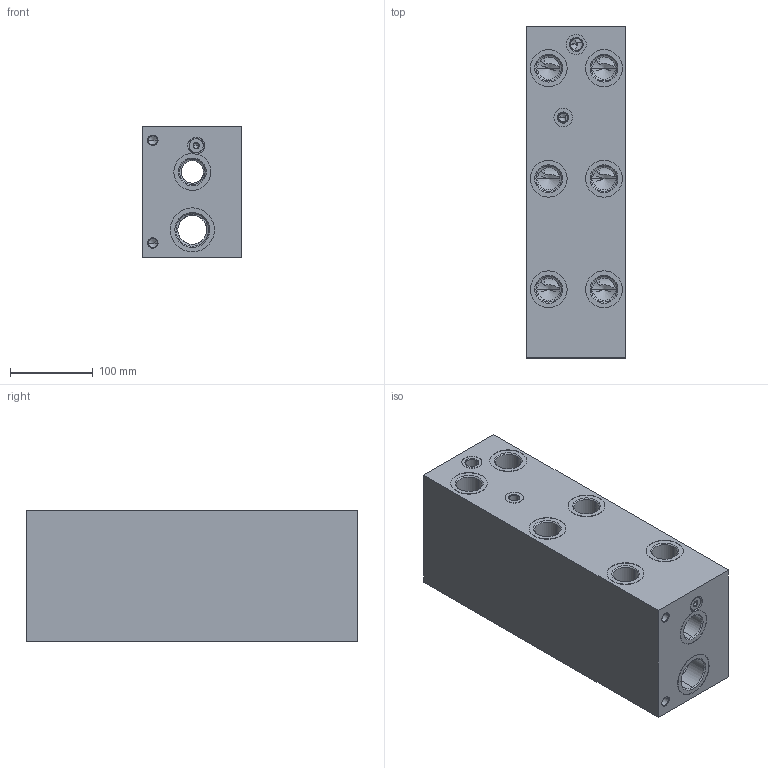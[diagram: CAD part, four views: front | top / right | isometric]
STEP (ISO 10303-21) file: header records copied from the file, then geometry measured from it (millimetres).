
FILE_DESCRIPTION((''),'2;1');
FILE_NAME('VLZ_ASM','2020-07-21T',('ProEService'),(''),'PRO/ENGINEER BY PARAMETRIC TECHNOLOGY CORPORATION, 2014200','PRO/ENGINEER BY PARAMETRIC TECHNOLOGY CORPORATION, 2014200','');
FILE_SCHEMA(('CONFIG_CONTROL_DESIGN'));
Length unit declared in the file: inch
Products named in the file (3): 153-234-003; A330-006-006; VLZ_ASM
Assembly tree (3 placements, depth 2):
  VLZ_ASM
    153-234-003
    A330-006-006  x2
Bounding box: 119.86 x 400.05 x 157.96 mm (x, y, z)
Volume: 6146457.6 mm3; surface area: 471926.1 mm2
Topology: 3 solids, 3 shells, 492 faces, 1727 edges, 1414 vertices
Faces by surface type: cone 240, cylinder 194, plane 52, torus 6
Entity records: 18613 total; most frequent: CARTESIAN_POINT 5289, DIRECTION 2873, ORIENTED_EDGE 2404, EDGE_CURVE 1202, AXIS2_PLACEMENT_3D 1025, VECTOR 823, LINE 823, VERTEX_POINT 784
